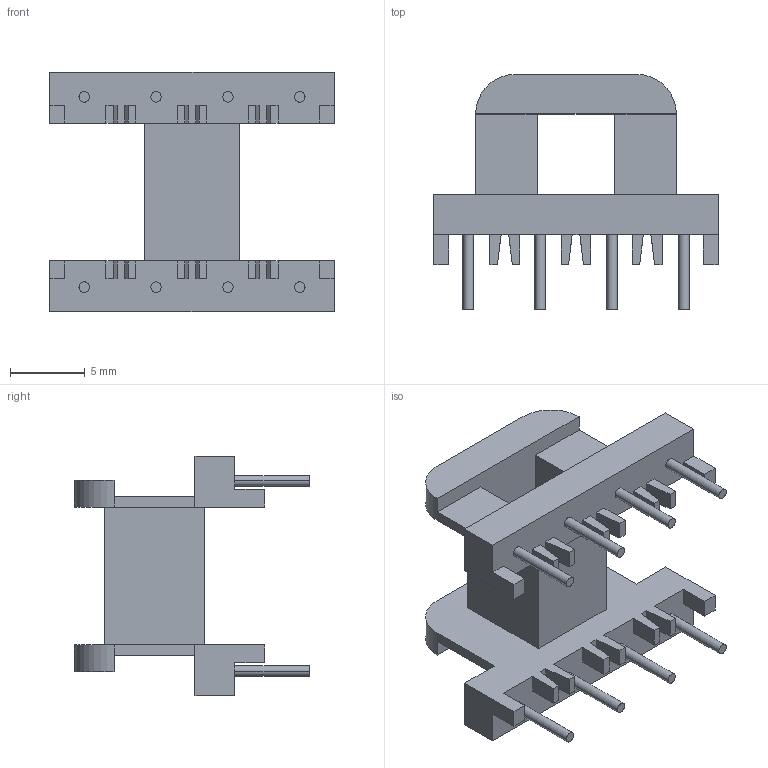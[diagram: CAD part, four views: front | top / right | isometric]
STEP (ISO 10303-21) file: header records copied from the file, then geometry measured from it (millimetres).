
FILE_DESCRIPTION (( 'STEP AP214' ), '1' );
FILE_NAME ('EE19-horizontal-4-pins-side-coil-former.STEP', '2017-01-16T14:17:09', ( '砐錪賧瘔蠈錪 Windows' ), ( '' ), 'SwSTEP 2.0', 'SolidWorks 2016', '' );
FILE_SCHEMA (( 'AUTOMOTIVE_DESIGN' ));
Length unit declared in the file: millimetre
Products named in the file (1): EE19-horizontal-4-pins-side-coil-former
Bounding box: 19 x 15.7 x 16 mm (x, y, z)
Volume: 700.5 mm3; surface area: 1531.5 mm2
Topology: 1 solids, 1 shells, 118 faces, 320 edges, 212 vertices
Faces by surface type: plane 98, cylinder 20
Entity records: 3974 total; most frequent: CARTESIAN_POINT 651, ORIENTED_EDGE 640, DIRECTION 598, EDGE_CURVE 320, VECTOR 280, LINE 280, VERTEX_POINT 212, AXIS2_PLACEMENT_3D 159
